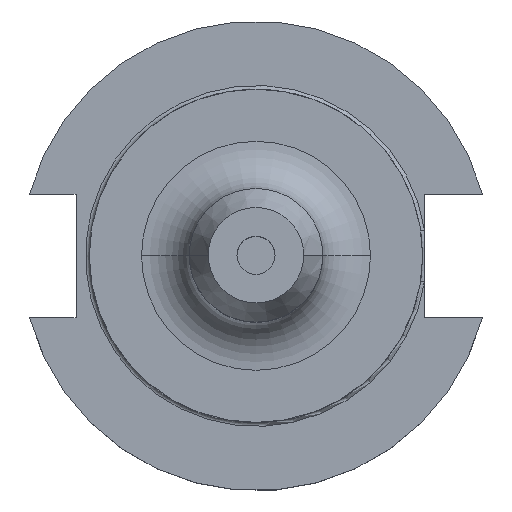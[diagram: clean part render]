
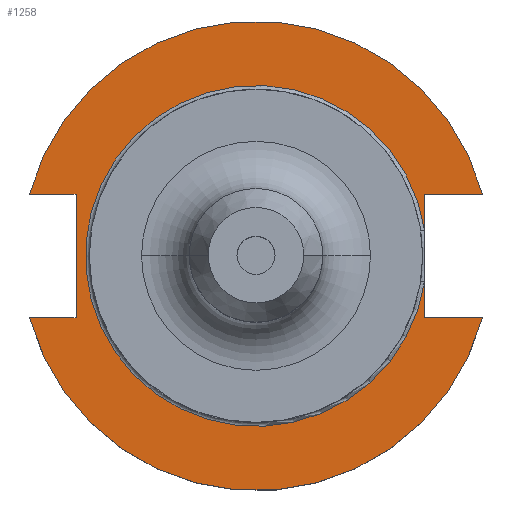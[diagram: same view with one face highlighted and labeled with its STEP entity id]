
A CAD part, top view. The second image highlights one B-rep face of the part: STEP entity #1258.
In plain terms, the highlighted planar face has unit normal (0, 0, 1).
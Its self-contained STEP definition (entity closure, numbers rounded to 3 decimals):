
#14 = ORIENTED_EDGE ( 'NONE', *, *, #1097, .T. ) ;
#27 = DIRECTION ( 'NONE',  ( 0., -1., 0. ) ) ;
#28 = CARTESIAN_POINT ( 'NONE',  ( -37.719, -12.954, 19.05 ) ) ;
#40 = FACE_OUTER_BOUND ( 'NONE', #1761, .T. ) ;
#52 = CARTESIAN_POINT ( 'NONE',  ( 35.306, 12.954, 19.05 ) ) ;
#54 = EDGE_CURVE ( 'NONE', #671, #1252, #259, .T. ) ;
#75 = ORIENTED_EDGE ( 'NONE', *, *, #626, .T. ) ;
#80 = VECTOR ( 'NONE', #1479, 1000. ) ;
#99 = CARTESIAN_POINT ( 'NONE',  ( 47.477, -12.954, 19.05 ) ) ;
#144 = ORIENTED_EDGE ( 'NONE', *, *, #429, .F. ) ;
#155 = AXIS2_PLACEMENT_3D ( 'NONE', #1290, #1276, #1249 ) ;
#206 = DIRECTION ( 'NONE',  ( 0., 0., -1. ) ) ;
#207 = LINE ( 'NONE', #463, #664 ) ;
#259 = LINE ( 'NONE', #1336, #1324 ) ;
#304 = ORIENTED_EDGE ( 'NONE', *, *, #925, .F. ) ;
#322 = CARTESIAN_POINT ( 'NONE',  ( 35.306, -12.954, 19.05 ) ) ;
#324 = CARTESIAN_POINT ( 'NONE',  ( 0., 0., 19.05 ) ) ;
#328 = DIRECTION ( 'NONE',  ( 1., 0., 0. ) ) ;
#339 = VERTEX_POINT ( 'NONE', #1418 ) ;
#387 = ORIENTED_EDGE ( 'NONE', *, *, #806, .F. ) ;
#397 = VECTOR ( 'NONE', #516, 1000. ) ;
#407 = CARTESIAN_POINT ( 'NONE',  ( -37.719, 12.954, 19.05 ) ) ;
#429 = EDGE_CURVE ( 'NONE', #625, #964, #1056, .T. ) ;
#430 = ORIENTED_EDGE ( 'NONE', *, *, #717, .F. ) ;
#434 = DIRECTION ( 'NONE',  ( 1., 0., 0. ) ) ;
#463 = CARTESIAN_POINT ( 'NONE',  ( -63.719, -12.954, 19.05 ) ) ;
#470 = CARTESIAN_POINT ( 'NONE',  ( 47.477, 12.954, 19.05 ) ) ;
#516 = DIRECTION ( 'NONE',  ( -1., 0., 0. ) ) ;
#537 = DIRECTION ( 'NONE',  ( -1., 0., 0. ) ) ;
#542 = VERTEX_POINT ( 'NONE', #28 ) ;
#596 = LINE ( 'NONE', #52, #944 ) ;
#625 = VERTEX_POINT ( 'NONE', #1422 ) ;
#626 = EDGE_CURVE ( 'NONE', #1023, #964, #792, .T. ) ;
#664 = VECTOR ( 'NONE', #434, 1000. ) ;
#671 = VERTEX_POINT ( 'NONE', #470 ) ;
#691 = AXIS2_PLACEMENT_3D ( 'NONE', #324, #206, #1204 ) ;
#717 = EDGE_CURVE ( 'NONE', #1023, #542, #207, .T. ) ;
#775 = LINE ( 'NONE', #956, #397 ) ;
#792 = CIRCLE ( 'NONE', #1087, 49.212 ) ;
#806 = EDGE_CURVE ( 'NONE', #542, #1004, #1275, .T. ) ;
#925 = EDGE_CURVE ( 'NONE', #1004, #1538, #775, .T. ) ;
#944 = VECTOR ( 'NONE', #27, 1000. ) ;
#956 = CARTESIAN_POINT ( 'NONE',  ( -63.719, 12.954, 19.05 ) ) ;
#964 = VERTEX_POINT ( 'NONE', #99 ) ;
#1004 = VERTEX_POINT ( 'NONE', #407 ) ;
#1012 = VECTOR ( 'NONE', #328, 1000. ) ;
#1023 = VERTEX_POINT ( 'NONE', #1384 ) ;
#1056 = LINE ( 'NONE', #322, #1012 ) ;
#1087 = AXIS2_PLACEMENT_3D ( 'NONE', #1399, #1359, #1356 ) ;
#1097 = EDGE_CURVE ( 'NONE', #671, #1538, #1334, .T. ) ;
#1116 = EDGE_CURVE ( 'NONE', #1252, #339, #596, .T. ) ;
#1186 = ORIENTED_EDGE ( 'NONE', *, *, #1214, .F. ) ;
#1204 = DIRECTION ( 'NONE',  ( 1., 0., 0. ) ) ;
#1214 = EDGE_CURVE ( 'NONE', #1246, #625, #1291, .T. ) ;
#1227 = AXIS2_PLACEMENT_3D ( 'NONE', #1554, #1784, #1772 ) ;
#1246 = VERTEX_POINT ( 'NONE', #1417 ) ;
#1249 = DIRECTION ( 'NONE',  ( 1., 0., 0. ) ) ;
#1252 = VERTEX_POINT ( 'NONE', #1357 ) ;
#1258 = ADVANCED_FACE ( 'NONE', ( #40 ), #1304, .T. ) ;
#1275 = LINE ( 'NONE', #1664, #1486 ) ;
#1276 = DIRECTION ( 'NONE',  ( 0., 0., 1. ) ) ;
#1290 = CARTESIAN_POINT ( 'NONE',  ( 0., 49.212, 19.05 ) ) ;
#1291 = LINE ( 'NONE', #1469, #80 ) ;
#1304 = PLANE ( 'NONE',  #155 ) ;
#1324 = VECTOR ( 'NONE', #537, 1000. ) ;
#1334 = CIRCLE ( 'NONE', #1227, 49.212 ) ;
#1336 = CARTESIAN_POINT ( 'NONE',  ( 35.306, 12.954, 19.05 ) ) ;
#1356 = DIRECTION ( 'NONE',  ( 1., 0., 0. ) ) ;
#1357 = CARTESIAN_POINT ( 'NONE',  ( 35.306, 12.954, 19.05 ) ) ;
#1359 = DIRECTION ( 'NONE',  ( 0., 0., 1. ) ) ;
#1384 = CARTESIAN_POINT ( 'NONE',  ( -47.477, -12.954, 19.05 ) ) ;
#1399 = CARTESIAN_POINT ( 'NONE',  ( 0., 0., 19.05 ) ) ;
#1409 = ORIENTED_EDGE ( 'NONE', *, *, #1116, .F. ) ;
#1417 = CARTESIAN_POINT ( 'NONE',  ( 35.306, -5.455, 19.05 ) ) ;
#1418 = CARTESIAN_POINT ( 'NONE',  ( 35.306, 5.455, 19.05 ) ) ;
#1422 = CARTESIAN_POINT ( 'NONE',  ( 35.306, -12.954, 19.05 ) ) ;
#1468 = DIRECTION ( 'NONE',  ( 0., 1., 0. ) ) ;
#1469 = CARTESIAN_POINT ( 'NONE',  ( 35.306, 12.954, 19.05 ) ) ;
#1479 = DIRECTION ( 'NONE',  ( 0., -1., 0. ) ) ;
#1486 = VECTOR ( 'NONE', #1468, 1000. ) ;
#1501 = ORIENTED_EDGE ( 'NONE', *, *, #1705, .T. ) ;
#1538 = VERTEX_POINT ( 'NONE', #1612 ) ;
#1554 = CARTESIAN_POINT ( 'NONE',  ( 0., 0., 19.05 ) ) ;
#1585 = ORIENTED_EDGE ( 'NONE', *, *, #54, .F. ) ;
#1612 = CARTESIAN_POINT ( 'NONE',  ( -47.477, 12.954, 19.05 ) ) ;
#1647 = CIRCLE ( 'NONE', #691, 35.725 ) ;
#1664 = CARTESIAN_POINT ( 'NONE',  ( -37.719, 12.954, 19.05 ) ) ;
#1705 = EDGE_CURVE ( 'NONE', #1246, #339, #1647, .T. ) ;
#1761 = EDGE_LOOP ( 'NONE', ( #1186, #1501, #1409, #1585, #14, #304, #387, #430, #75, #144 ) ) ;
#1772 = DIRECTION ( 'NONE',  ( 1., 0., 0. ) ) ;
#1784 = DIRECTION ( 'NONE',  ( 0., 0., 1. ) ) ;
